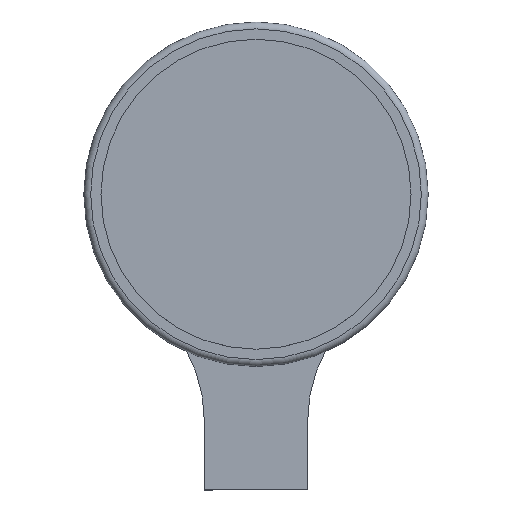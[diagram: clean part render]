
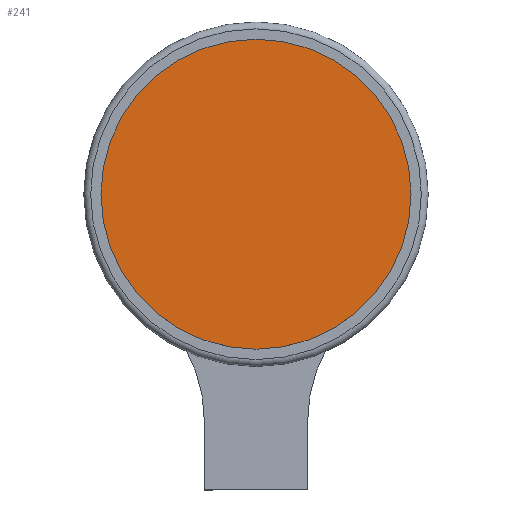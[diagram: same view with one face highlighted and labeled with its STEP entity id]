
A CAD part, top view. The second image highlights one B-rep face of the part: STEP entity #241.
In plain terms, the highlighted planar face has unit normal (0, 0, 1).
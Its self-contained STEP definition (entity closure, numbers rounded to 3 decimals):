
#30=PLANE('',#290);
#84=FACE_OUTER_BOUND('',#102,.T.);
#102=EDGE_LOOP('',(#222));
#116=CIRCLE('',#288,4.5);
#135=VERTEX_POINT('',#433);
#163=EDGE_CURVE('',#135,#135,#116,.T.);
#222=ORIENTED_EDGE('',*,*,#163,.T.);
#241=ADVANCED_FACE('',(#84),#30,.T.);
#288=AXIS2_PLACEMENT_3D('',#434,#364,#365);
#290=AXIS2_PLACEMENT_3D('',#438,#369,#370);
#364=DIRECTION('center_axis',(0.,0.,1.));
#365=DIRECTION('ref_axis',(-1.,0.,0.));
#369=DIRECTION('center_axis',(0.,0.,1.));
#370=DIRECTION('ref_axis',(-1.,0.,0.));
#433=CARTESIAN_POINT('',(4.5,0.,2.3));
#434=CARTESIAN_POINT('Origin',(0.,0.,2.3));
#438=CARTESIAN_POINT('Origin',(0.,0.,2.3));
